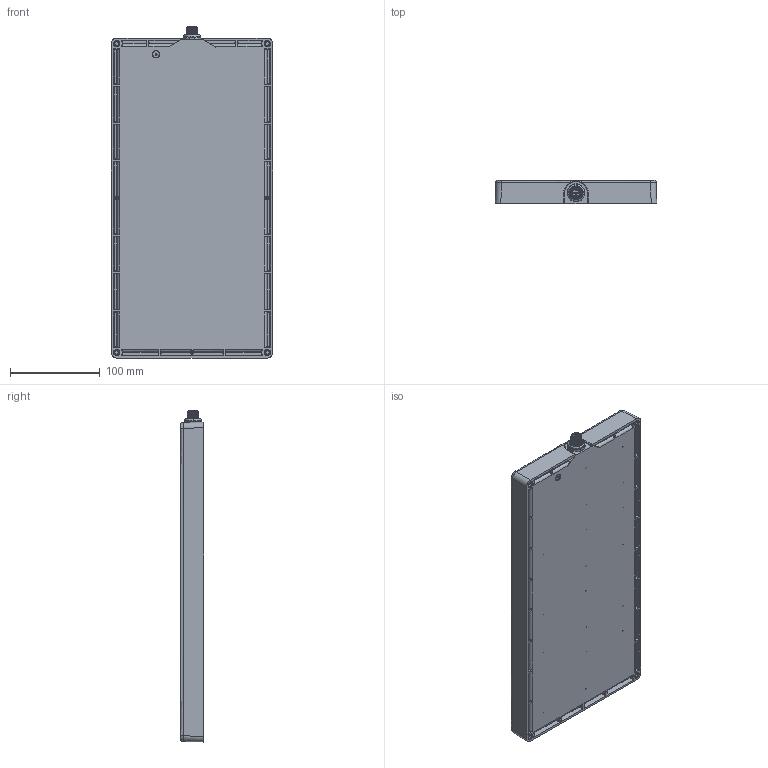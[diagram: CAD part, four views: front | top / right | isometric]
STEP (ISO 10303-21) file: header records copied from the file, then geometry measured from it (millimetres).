
FILE_DESCRIPTION((''),'2;1');
FILE_NAME('148464_SW','2011-01-13T',('banengservice'),('BANNER ENGINEERING'),'PRO/ENGINEER BY PARAMETRIC TECHNOLOGY CORPORATION, 2009141','PRO/ENGINEER BY PARAMETRIC TECHNOLOGY CORPORATION, 2009141','');
FILE_SCHEMA(('CONFIG_CONTROL_DESIGN'));
Products named in the file (1): 148464_SW
Bounding box: 180.1 x 25.77 x 370.04 mm (x, y, z)
Volume: 485897.8 mm3; surface area: 349631.1 mm2
Topology: 1 solids, 2 shells, 1362 faces, 3221 edges, 1989 vertices
Faces by surface type: plane 459, cylinder 329, cone 257, bspline 161, sphere 90, torus 66
Entity records: 57017 total; most frequent: CARTESIAN_POINT 26883, ORIENTED_EDGE 6442, DIRECTION 6003, EDGE_CURVE 3221, AXIS2_PLACEMENT_3D 2373, VERTEX_POINT 1989, EDGE_LOOP 1498, FACE_OUTER_BOUND 1362
